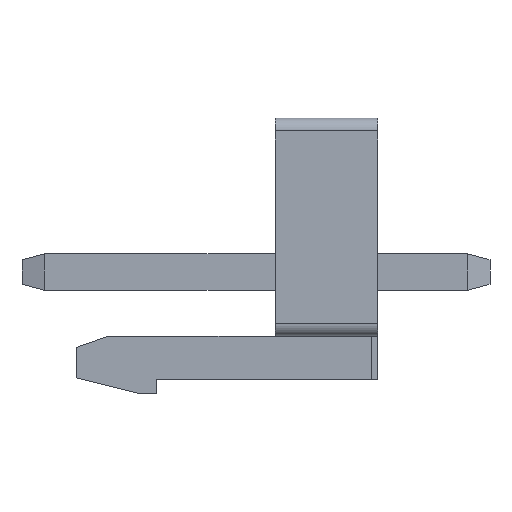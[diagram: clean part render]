
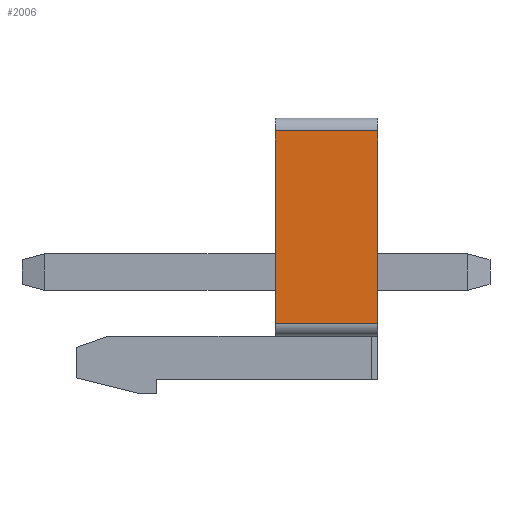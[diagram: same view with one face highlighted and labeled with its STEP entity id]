
A CAD part, left-side view. The second image highlights one B-rep face of the part: STEP entity #2006.
In plain terms, the highlighted planar face has unit normal (-1, 0, 0).
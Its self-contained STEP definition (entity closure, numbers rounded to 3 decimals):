
#1776 = VERTEX_POINT('',#1777);
#1777 = CARTESIAN_POINT('',(-11.85,3.2,-1.6));
#1789 = VERTEX_POINT('',#1790);
#1790 = CARTESIAN_POINT('',(-11.85,3.2,4.4));
#1797 = EDGE_CURVE('',#1776,#1789,#1798,.T.);
#1798 = LINE('',#1799,#1800);
#1799 = CARTESIAN_POINT('',(-11.85,3.2,4.4));
#1800 = VECTOR('',#1801,1.);
#1801 = DIRECTION('',(0.,0.,1.));
#1846 = VERTEX_POINT('',#1847);
#1847 = CARTESIAN_POINT('',(-11.85,0.,4.4));
#1856 = EDGE_CURVE('',#1789,#1846,#1857,.T.);
#1857 = LINE('',#1858,#1859);
#1858 = CARTESIAN_POINT('',(-11.85,3.2,4.4));
#1859 = VECTOR('',#1860,1.);
#1860 = DIRECTION('',(-0.,-1.,-0.));
#1873 = EDGE_CURVE('',#1874,#1846,#1876,.T.);
#1874 = VERTEX_POINT('',#1875);
#1875 = CARTESIAN_POINT('',(-11.85,0.,-1.6));
#1876 = LINE('',#1877,#1878);
#1877 = CARTESIAN_POINT('',(-11.85,0.,4.4));
#1878 = VECTOR('',#1879,1.);
#1879 = DIRECTION('',(0.,0.,1.));
#1994 = EDGE_CURVE('',#1776,#1874,#1995,.T.);
#1995 = LINE('',#1996,#1997);
#1996 = CARTESIAN_POINT('',(-11.85,3.2,-1.6));
#1997 = VECTOR('',#1998,1.);
#1998 = DIRECTION('',(-0.,-1.,-0.));
#2006 = ADVANCED_FACE('',(#2007),#2013,.F.);
#2007 = FACE_BOUND('',#2008,.T.);
#2008 = EDGE_LOOP('',(#2009,#2010,#2011,#2012));
#2009 = ORIENTED_EDGE('',*,*,#1873,.T.);
#2010 = ORIENTED_EDGE('',*,*,#1856,.F.);
#2011 = ORIENTED_EDGE('',*,*,#1797,.F.);
#2012 = ORIENTED_EDGE('',*,*,#1994,.T.);
#2013 = PLANE('',#2014);
#2014 = AXIS2_PLACEMENT_3D('',#2015,#2016,#2017);
#2015 = CARTESIAN_POINT('',(-11.85,3.2,4.4));
#2016 = DIRECTION('',(1.,0.,0.));
#2017 = DIRECTION('',(0.,0.,-1.));
